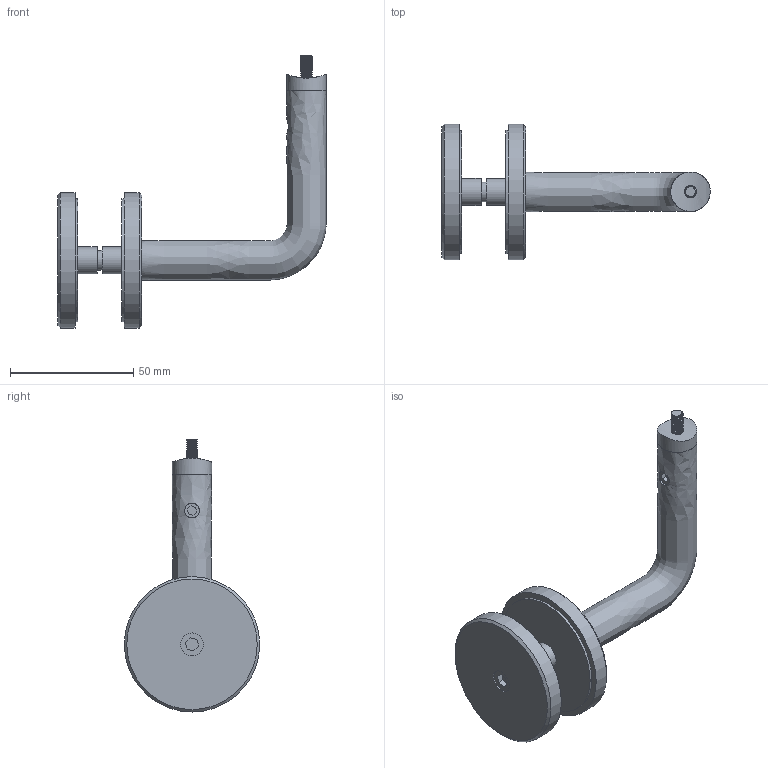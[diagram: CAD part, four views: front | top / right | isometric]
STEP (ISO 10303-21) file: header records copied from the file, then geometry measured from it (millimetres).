
FILE_DESCRIPTION(/* description */ (''),/* implementation_level */ '2;1');
FILE_NAME(/* name */ '1894_Cosch_Edelstahltechnik.stp',/* time_stamp */ '2019-01-10T22:08:22+01:00',/* author */ (''),/* organization */ (''),/* preprocessor_version */ 'ST-DEVELOPER v16',/* originating_system */ 'SIEMENS PLM Software NX 11.0',/* authorisation */ '');
FILE_SCHEMA (('AUTOMOTIVE_DESIGN { 1 0 10303 214 3 1 1 1 }'));
Length unit declared in the file: millimetre
Products named in the file (1): Goge168414734gz8
Bounding box: 109 x 55 x 110.5 mm (x, y, z)
Volume: 65802.5 mm3; surface area: 20179.6 mm2
Topology: 2 solids, 2 shells, 47 faces, 107 edges, 89 vertices
Faces by surface type: plane 28, cylinder 13, bspline 4, cone 2
Full cylindrical faces by diameter (mm): 6 x1, 8 x1, 9.305 x1, 11 x2, 16 x1, 50 x2, 55 x2
Entity records: 6102 total; most frequent: CARTESIAN_POINT 5059, DIRECTION 184, ORIENTED_EDGE 156, EDGE_CURVE 78, EDGE_LOOP 72, AXIS2_PLACEMENT_3D 69, VERTEX_POINT 60, FACE_BOUND 49
